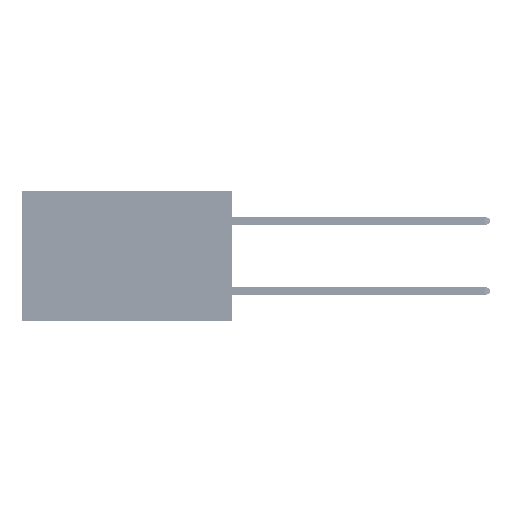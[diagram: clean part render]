
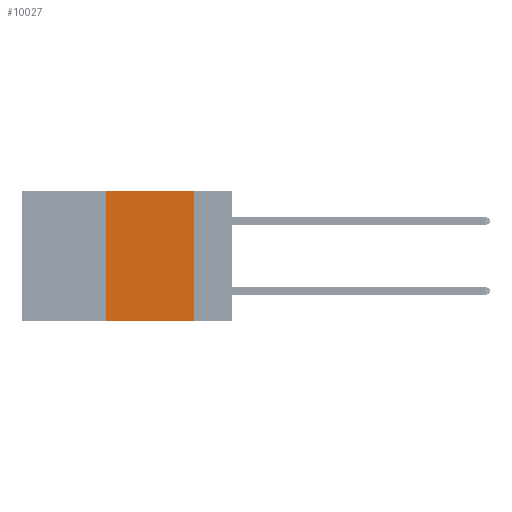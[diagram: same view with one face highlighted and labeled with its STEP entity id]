
A CAD part, left-side view. The second image highlights one B-rep face of the part: STEP entity #10027.
In plain terms, the highlighted planar face has unit normal (-1, 0, 0).
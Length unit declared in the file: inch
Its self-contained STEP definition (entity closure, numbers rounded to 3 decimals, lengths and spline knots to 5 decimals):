
#525 = DIRECTION ( 'NONE',  ( 0., -1., 0. ) ) ;
#1545 = VECTOR ( 'NONE', #22441, 39.37008 ) ;
#3858 = DIRECTION ( 'NONE',  ( 0., 0., -1. ) ) ;
#5566 = VECTOR ( 'NONE', #15272, 39.37008 ) ;
#6848 = ORIENTED_EDGE ( 'NONE', *, *, #49521, .T. ) ;
#7577 = FACE_OUTER_BOUND ( 'NONE', #10179, .T. ) ;
#8110 = VERTEX_POINT ( 'NONE', #27228 ) ;
#10027 = ADVANCED_FACE ( 'NONE', ( #7577 ), #20268, .F. ) ;
#10179 = EDGE_LOOP ( 'NONE', ( #25245, #29644, #28463, #6848 ) ) ;
#10792 = CARTESIAN_POINT ( 'NONE',  ( 0., 0.11, 0. ) ) ;
#13767 = LINE ( 'NONE', #29910, #42040 ) ;
#15272 = DIRECTION ( 'NONE',  ( 0., 0., -1. ) ) ;
#17685 = CARTESIAN_POINT ( 'NONE',  ( 0., 0.6, -0.37 ) ) ;
#19312 = DIRECTION ( 'NONE',  ( 0., 0., 1. ) ) ;
#20268 = PLANE ( 'NONE',  #29144 ) ;
#20668 = VECTOR ( 'NONE', #525, 39.37008 ) ;
#21408 = LINE ( 'NONE', #45223, #20668 ) ;
#22441 = DIRECTION ( 'NONE',  ( 0., -1., 0. ) ) ;
#23475 = CARTESIAN_POINT ( 'NONE',  ( 0., 0.11, 0. ) ) ;
#25245 = ORIENTED_EDGE ( 'NONE', *, *, #29352, .F. ) ;
#27228 = CARTESIAN_POINT ( 'NONE',  ( 0., 0.11, -0.37 ) ) ;
#27813 = EDGE_CURVE ( 'NONE', #43540, #41428, #21408, .T. ) ;
#28463 = ORIENTED_EDGE ( 'NONE', *, *, #49156, .F. ) ;
#29144 = AXIS2_PLACEMENT_3D ( 'NONE', #32158, #48526, #3858 ) ;
#29352 = EDGE_CURVE ( 'NONE', #41428, #8110, #47535, .T. ) ;
#29644 = ORIENTED_EDGE ( 'NONE', *, *, #27813, .F. ) ;
#29910 = CARTESIAN_POINT ( 'NONE',  ( 0., 0.36, 0. ) ) ;
#32158 = CARTESIAN_POINT ( 'NONE',  ( 0., 0.6, 0. ) ) ;
#33382 = CARTESIAN_POINT ( 'NONE',  ( 0., 0.36, -0.37 ) ) ;
#33540 = LINE ( 'NONE', #17685, #1545 ) ;
#41428 = VERTEX_POINT ( 'NONE', #10792 ) ;
#41797 = CARTESIAN_POINT ( 'NONE',  ( 0., 0.36, 0. ) ) ;
#42040 = VECTOR ( 'NONE', #19312, 39.37008 ) ;
#43540 = VERTEX_POINT ( 'NONE', #41797 ) ;
#45223 = CARTESIAN_POINT ( 'NONE',  ( 0., 0.6, 0. ) ) ;
#47535 = LINE ( 'NONE', #23475, #5566 ) ;
#48526 = DIRECTION ( 'NONE',  ( 1., 0., 0. ) ) ;
#49156 = EDGE_CURVE ( 'NONE', #50464, #43540, #13767, .T. ) ;
#49521 = EDGE_CURVE ( 'NONE', #50464, #8110, #33540, .T. ) ;
#50464 = VERTEX_POINT ( 'NONE', #33382 ) ;
